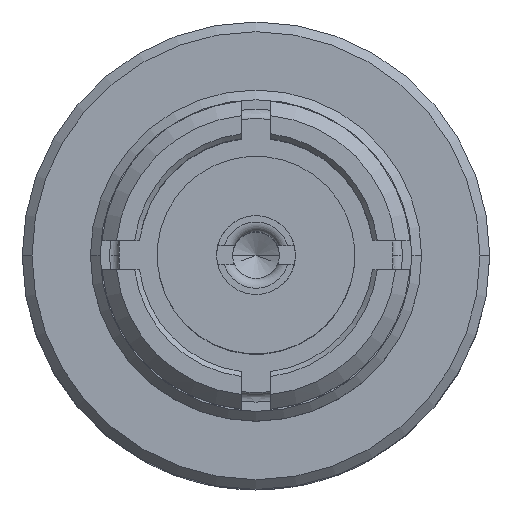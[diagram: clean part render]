
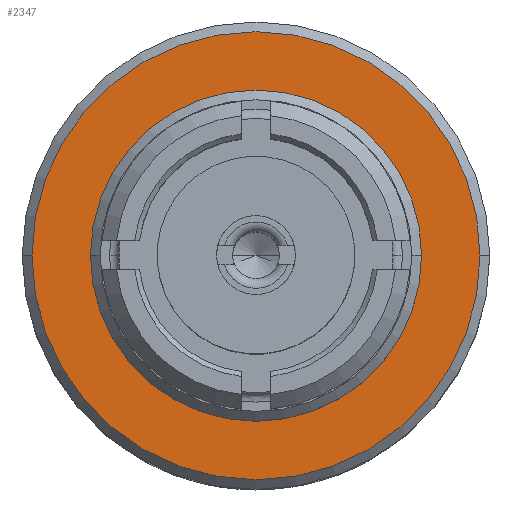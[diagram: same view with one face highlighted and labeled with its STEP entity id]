
A CAD part, top view. The second image highlights one B-rep face of the part: STEP entity #2347.
In plain terms, the highlighted planar face has unit normal (0, 0, 1).
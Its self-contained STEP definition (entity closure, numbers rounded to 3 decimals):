
#96 = EDGE_CURVE ( 'NONE', #1776, #3415, #3563, .T. ) ;
#112 = DIRECTION ( 'NONE',  ( -1., 0., 0. ) ) ;
#193 = EDGE_LOOP ( 'NONE', ( #968, #1458 ) ) ;
#194 = EDGE_CURVE ( 'NONE', #3415, #1776, #3357, .T. ) ;
#197 = CARTESIAN_POINT ( 'NONE',  ( 0., 0., -3.7 ) ) ;
#276 = FACE_OUTER_BOUND ( 'NONE', #316, .T. ) ;
#316 = EDGE_LOOP ( 'NONE', ( #365, #3159 ) ) ;
#338 = AXIS2_PLACEMENT_3D ( 'NONE', #3191, #1517, #3472 ) ;
#348 = DIRECTION ( 'NONE',  ( 0., 0., 1. ) ) ;
#365 = ORIENTED_EDGE ( 'NONE', *, *, #194, .T. ) ;
#446 = CARTESIAN_POINT ( 'NONE',  ( -1.7, 0., -3.7 ) ) ;
#489 = DIRECTION ( 'NONE',  ( 1., 0., 0. ) ) ;
#492 = VERTEX_POINT ( 'NONE', #3530 ) ;
#590 = EDGE_CURVE ( 'NONE', #492, #3457, #1370, .T. ) ;
#855 = DIRECTION ( 'NONE',  ( 0., 0., -1. ) ) ;
#968 = ORIENTED_EDGE ( 'NONE', *, *, #590, .F. ) ;
#1370 = CIRCLE ( 'NONE', #3401, 1.7 ) ;
#1458 = ORIENTED_EDGE ( 'NONE', *, *, #1568, .F. ) ;
#1517 = DIRECTION ( 'NONE',  ( 0., 0., 1. ) ) ;
#1568 = EDGE_CURVE ( 'NONE', #3457, #492, #2576, .T. ) ;
#1755 = DIRECTION ( 'NONE',  ( -1., 0., 0. ) ) ;
#1776 = VERTEX_POINT ( 'NONE', #3421 ) ;
#2175 = DIRECTION ( 'NONE',  ( 0., 0., 1. ) ) ;
#2279 = CARTESIAN_POINT ( 'NONE',  ( 0., 0., -3.7 ) ) ;
#2347 = ADVANCED_FACE ( 'NONE', ( #276, #3189 ), #2819, .F. ) ;
#2546 = CARTESIAN_POINT ( 'NONE',  ( 0., 1.7, -3.7 ) ) ;
#2576 = CIRCLE ( 'NONE', #338, 1.7 ) ;
#2645 = AXIS2_PLACEMENT_3D ( 'NONE', #2546, #855, #2829 ) ;
#2819 = PLANE ( 'NONE',  #2645 ) ;
#2829 = DIRECTION ( 'NONE',  ( -1., 0., 0. ) ) ;
#2949 = AXIS2_PLACEMENT_3D ( 'NONE', #3160, #348, #1755 ) ;
#2983 = CARTESIAN_POINT ( 'NONE',  ( -2.3, 0., -3.7 ) ) ;
#3159 = ORIENTED_EDGE ( 'NONE', *, *, #96, .T. ) ;
#3160 = CARTESIAN_POINT ( 'NONE',  ( 0., 0., -3.7 ) ) ;
#3185 = AXIS2_PLACEMENT_3D ( 'NONE', #2279, #3328, #112 ) ;
#3189 = FACE_BOUND ( 'NONE', #193, .T. ) ;
#3191 = CARTESIAN_POINT ( 'NONE',  ( 0., 0., -3.7 ) ) ;
#3328 = DIRECTION ( 'NONE',  ( 0., 0., 1. ) ) ;
#3357 = CIRCLE ( 'NONE', #2949, 2.3 ) ;
#3401 = AXIS2_PLACEMENT_3D ( 'NONE', #197, #2175, #489 ) ;
#3415 = VERTEX_POINT ( 'NONE', #2983 ) ;
#3421 = CARTESIAN_POINT ( 'NONE',  ( 2.3, 0., -3.7 ) ) ;
#3457 = VERTEX_POINT ( 'NONE', #446 ) ;
#3472 = DIRECTION ( 'NONE',  ( 1., 0., 0. ) ) ;
#3530 = CARTESIAN_POINT ( 'NONE',  ( 1.7, 0., -3.7 ) ) ;
#3563 = CIRCLE ( 'NONE', #3185, 2.3 ) ;
